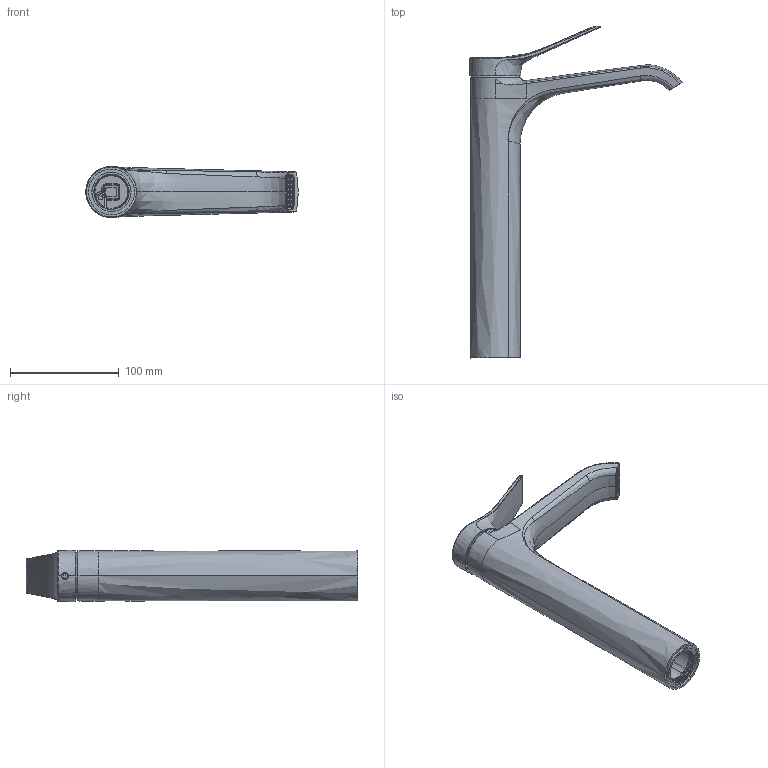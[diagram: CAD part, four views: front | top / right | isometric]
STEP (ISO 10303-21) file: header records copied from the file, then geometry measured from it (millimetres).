
FILE_DESCRIPTION (( 'STEP AP203' ), '1' );
FILE_NAME ('29AP10543.STEP', '2024-10-21T09:45:29', ( '' ), ( '' ), 'SwSTEP 2.0', 'SolidWorks 2021', '' );
FILE_SCHEMA (( 'CONFIG_CONTROL_DESIGN' ));
Products named in the file (1): 29AP10543
Bounding box: 195.33 x 305.35 x 47 mm (x, y, z)
Volume: 125337.5 mm3; surface area: 126080 mm2
Topology: 5 solids, 5 shells, 612 faces, 1627 edges, 1011 vertices
Faces by surface type: plane 240, cylinder 165, bspline 112, cone 52, torus 40, sphere 3
Full cylindrical faces by diameter (mm): 4.5 x1, 5.5 x1, 6.4 x1, 30.3 x1, 32.8 x1, 35.2 x2, 35.8 x1, 36 x1, 38.2 x2, 38.5 x1, 42.2 x1, 42.5 x1
Entity records: 80784 total; most frequent: CARTESIAN_POINT 66901, ORIENTED_EDGE 3144, DIRECTION 2455, EDGE_CURVE 1572, VERTEX_POINT 989, AXIS2_PLACEMENT_3D 860, LINE 735, VECTOR 735
